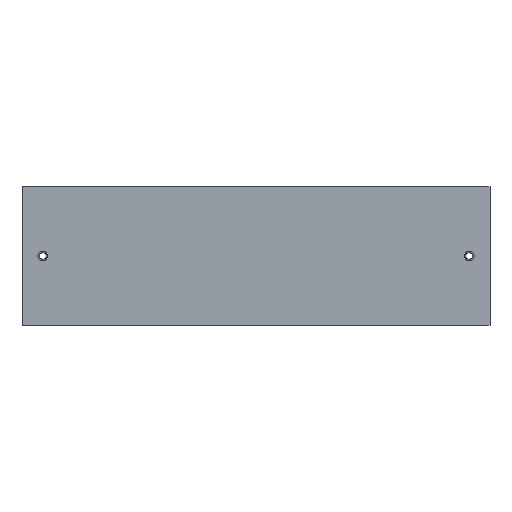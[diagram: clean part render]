
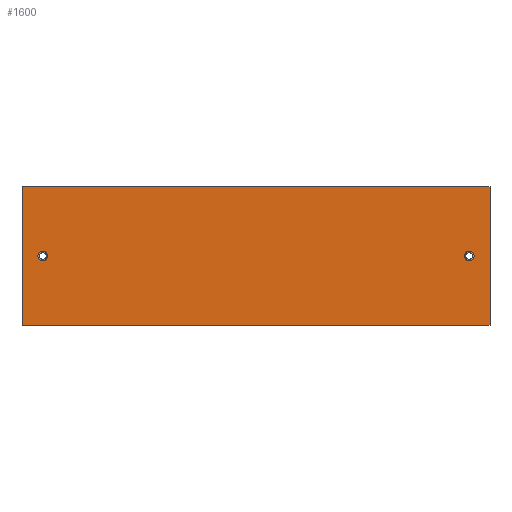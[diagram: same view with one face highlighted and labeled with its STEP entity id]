
A CAD part, front view. The second image highlights one B-rep face of the part: STEP entity #1600.
In plain terms, the highlighted planar face has unit normal (0, -1, 0).
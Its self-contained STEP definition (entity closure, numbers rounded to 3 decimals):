
#130 = DIRECTION ( 'NONE',  ( -1., 0., 0. ) ) ;
#134 = PLANE ( 'NONE',  #1039 ) ;
#139 = CARTESIAN_POINT ( 'NONE',  ( 0., 0., 1. ) ) ;
#161 = DIRECTION ( 'NONE',  ( 0., 1., 0. ) ) ;
#180 = ORIENTED_EDGE ( 'NONE', *, *, #1762, .T. ) ;
#234 = LINE ( 'NONE', #2441, #238 ) ;
#238 = VECTOR ( 'NONE', #2444, 1000. ) ;
#292 = FACE_BOUND ( 'NONE', #1648, .T. ) ;
#303 = FACE_OUTER_BOUND ( 'NONE', #2254, .T. ) ;
#306 = FACE_BOUND ( 'NONE', #1646, .T. ) ;
#401 = VERTEX_POINT ( 'NONE', #1969 ) ;
#403 = VERTEX_POINT ( 'NONE', #1970 ) ;
#423 = LINE ( 'NONE', #1522, #448 ) ;
#448 = VECTOR ( 'NONE', #1530, 1000. ) ;
#450 = LINE ( 'NONE', #1516, #456 ) ;
#456 = VECTOR ( 'NONE', #1515, 1000. ) ;
#590 = LINE ( 'NONE', #2010, #595 ) ;
#594 = CIRCLE ( 'NONE', #998, 3.5 ) ;
#595 = VECTOR ( 'NONE', #2075, 1000. ) ;
#598 = CIRCLE ( 'NONE', #997, 3.5 ) ;
#679 = EDGE_CURVE ( 'NONE', #1093, #1088, #234, .T. ) ;
#997 = AXIS2_PLACEMENT_3D ( 'NONE', #2066, #2065, #2064 ) ;
#998 = AXIS2_PLACEMENT_3D ( 'NONE', #2071, #2070, #2068 ) ;
#1039 = AXIS2_PLACEMENT_3D ( 'NONE', #139, #161, #130 ) ;
#1063 = VERTEX_POINT ( 'NONE', #2422 ) ;
#1088 = VERTEX_POINT ( 'NONE', #2397 ) ;
#1092 = VERTEX_POINT ( 'NONE', #2393 ) ;
#1093 = VERTEX_POINT ( 'NONE', #2392 ) ;
#1515 = DIRECTION ( 'NONE',  ( 0., 0., -1. ) ) ;
#1516 = CARTESIAN_POINT ( 'NONE',  ( -169., 0., 1. ) ) ;
#1522 = CARTESIAN_POINT ( 'NONE',  ( 0., 0., 1. ) ) ;
#1530 = DIRECTION ( 'NONE',  ( 1., 0., 0. ) ) ;
#1600 = ADVANCED_FACE ( 'NONE', ( #303, #306, #292 ), #134, .F. ) ;
#1646 = EDGE_LOOP ( 'NONE', ( #2241 ) ) ;
#1648 = EDGE_LOOP ( 'NONE', ( #180 ) ) ;
#1760 = EDGE_CURVE ( 'NONE', #1063, #1088, #590, .T. ) ;
#1761 = EDGE_CURVE ( 'NONE', #401, #401, #594, .T. ) ;
#1762 = EDGE_CURVE ( 'NONE', #403, #403, #598, .T. ) ;
#1876 = EDGE_CURVE ( 'NONE', #1092, #1063, #423, .T. ) ;
#1878 = EDGE_CURVE ( 'NONE', #1092, #1093, #450, .T. ) ;
#1969 = CARTESIAN_POINT ( 'NONE',  ( 154., 0., -52.5 ) ) ;
#1970 = CARTESIAN_POINT ( 'NONE',  ( -154., 0., -52.5 ) ) ;
#2010 = CARTESIAN_POINT ( 'NONE',  ( 169., 0., 1. ) ) ;
#2064 = DIRECTION ( 'NONE',  ( 0., 0., -1. ) ) ;
#2065 = DIRECTION ( 'NONE',  ( 0., 1., 0. ) ) ;
#2066 = CARTESIAN_POINT ( 'NONE',  ( -154., 0., -49. ) ) ;
#2068 = DIRECTION ( 'NONE',  ( 0., 0., -1. ) ) ;
#2070 = DIRECTION ( 'NONE',  ( 0., -1., 0. ) ) ;
#2071 = CARTESIAN_POINT ( 'NONE',  ( 154., 0., -49. ) ) ;
#2075 = DIRECTION ( 'NONE',  ( 0., 0., -1. ) ) ;
#2099 = ORIENTED_EDGE ( 'NONE', *, *, #1878, .T. ) ;
#2108 = ORIENTED_EDGE ( 'NONE', *, *, #1876, .F. ) ;
#2109 = ORIENTED_EDGE ( 'NONE', *, *, #679, .T. ) ;
#2241 = ORIENTED_EDGE ( 'NONE', *, *, #1761, .F. ) ;
#2242 = ORIENTED_EDGE ( 'NONE', *, *, #1760, .F. ) ;
#2254 = EDGE_LOOP ( 'NONE', ( #2109, #2242, #2108, #2099 ) ) ;
#2392 = CARTESIAN_POINT ( 'NONE',  ( -169., 0., -99. ) ) ;
#2393 = CARTESIAN_POINT ( 'NONE',  ( -169., 0., 1. ) ) ;
#2397 = CARTESIAN_POINT ( 'NONE',  ( 169., 0., -99. ) ) ;
#2422 = CARTESIAN_POINT ( 'NONE',  ( 169., 0., 1. ) ) ;
#2441 = CARTESIAN_POINT ( 'NONE',  ( 0., 0., -99. ) ) ;
#2444 = DIRECTION ( 'NONE',  ( 1., 0., 0. ) ) ;
